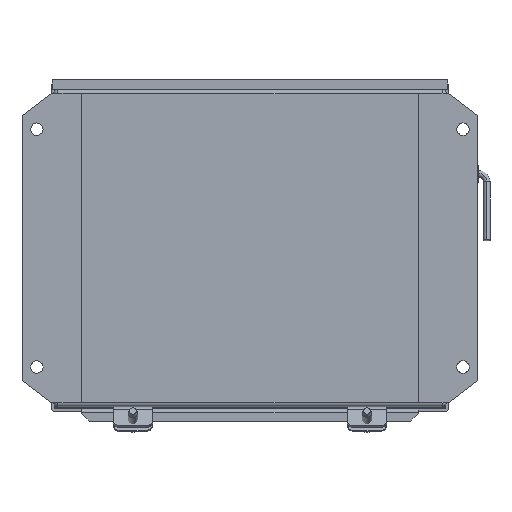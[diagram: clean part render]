
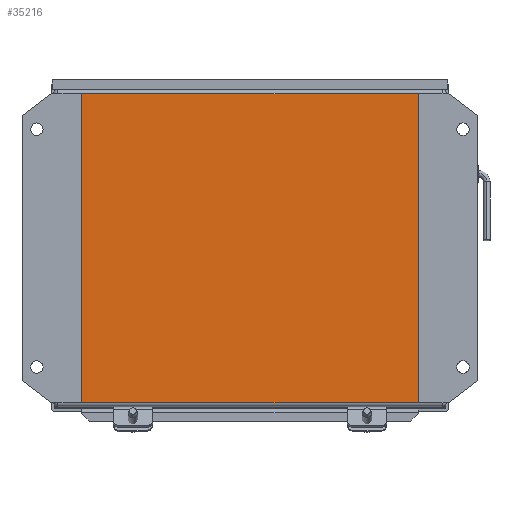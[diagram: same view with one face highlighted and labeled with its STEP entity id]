
A CAD part, front view. The second image highlights one B-rep face of the part: STEP entity #35216.
In plain terms, the highlighted planar face has unit normal (0, -1, 0).
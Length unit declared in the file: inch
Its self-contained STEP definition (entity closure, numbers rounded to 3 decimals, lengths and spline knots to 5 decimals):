
#1907 = CARTESIAN_POINT ( 'NONE',  ( 0., 0., 0. ) ) ;
#3685 = CARTESIAN_POINT ( 'NONE',  ( 4.25, 0., 3.895 ) ) ;
#7895 = DIRECTION ( 'NONE',  ( 0., 0., 1. ) ) ;
#11256 = VERTEX_POINT ( 'NONE', #38933 ) ;
#12222 = VERTEX_POINT ( 'NONE', #3685 ) ;
#13835 = DIRECTION ( 'NONE',  ( 0., 0., -1. ) ) ;
#16353 = DIRECTION ( 'NONE',  ( 1., 0., 0. ) ) ;
#20334 = EDGE_LOOP ( 'NONE', ( #56468, #58006, #43602, #26144 ) ) ;
#20418 = VERTEX_POINT ( 'NONE', #34464 ) ;
#23033 = LINE ( 'NONE', #33892, #67757 ) ;
#24730 = DIRECTION ( 'NONE',  ( 0., 1., 0. ) ) ;
#24819 = CARTESIAN_POINT ( 'NONE',  ( 4.25, 0., -3.895 ) ) ;
#25323 = CARTESIAN_POINT ( 'NONE',  ( 0., 0., 3.895 ) ) ;
#25579 = LINE ( 'NONE', #37148, #29162 ) ;
#26144 = ORIENTED_EDGE ( 'NONE', *, *, #47791, .T. ) ;
#29162 = VECTOR ( 'NONE', #36414, 39.37008 ) ;
#31033 = EDGE_CURVE ( 'NONE', #20418, #11256, #25579, .T. ) ;
#33892 = CARTESIAN_POINT ( 'NONE',  ( 0., 0., -3.895 ) ) ;
#34464 = CARTESIAN_POINT ( 'NONE',  ( -4.25, 0., -3.895 ) ) ;
#35216 = ADVANCED_FACE ( 'NONE', ( #47150 ), #53115, .F. ) ;
#36414 = DIRECTION ( 'NONE',  ( 0., 0., 1. ) ) ;
#37148 = CARTESIAN_POINT ( 'NONE',  ( -4.25, 0., 3.90625 ) ) ;
#38716 = VECTOR ( 'NONE', #48505, 39.37008 ) ;
#38933 = CARTESIAN_POINT ( 'NONE',  ( -4.25, 0., 3.895 ) ) ;
#42982 = CARTESIAN_POINT ( 'NONE',  ( 4.25, 0., 3.90625 ) ) ;
#43602 = ORIENTED_EDGE ( 'NONE', *, *, #31033, .F. ) ;
#47150 = FACE_OUTER_BOUND ( 'NONE', #20334, .T. ) ;
#47791 = EDGE_CURVE ( 'NONE', #20418, #66697, #23033, .T. ) ;
#48204 = LINE ( 'NONE', #42982, #69593 ) ;
#48505 = DIRECTION ( 'NONE',  ( -1., 0., 0. ) ) ;
#53115 = PLANE ( 'NONE',  #60560 ) ;
#53719 = LINE ( 'NONE', #25323, #38716 ) ;
#56468 = ORIENTED_EDGE ( 'NONE', *, *, #59482, .F. ) ;
#58006 = ORIENTED_EDGE ( 'NONE', *, *, #71865, .T. ) ;
#59482 = EDGE_CURVE ( 'NONE', #12222, #66697, #48204, .T. ) ;
#60560 = AXIS2_PLACEMENT_3D ( 'NONE', #1907, #24730, #7895 ) ;
#66697 = VERTEX_POINT ( 'NONE', #24819 ) ;
#67757 = VECTOR ( 'NONE', #16353, 39.37008 ) ;
#69593 = VECTOR ( 'NONE', #13835, 39.37008 ) ;
#71865 = EDGE_CURVE ( 'NONE', #12222, #11256, #53719, .T. ) ;
